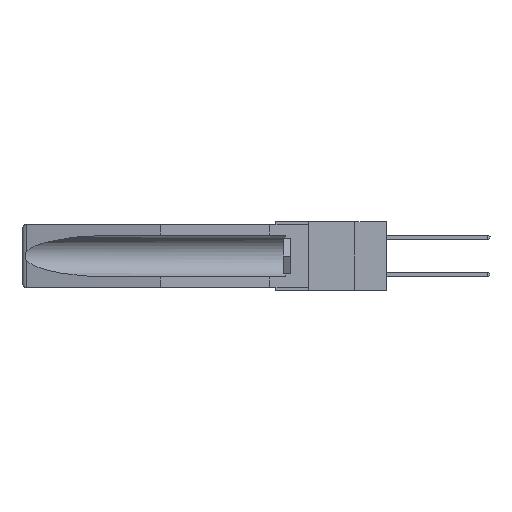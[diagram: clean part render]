
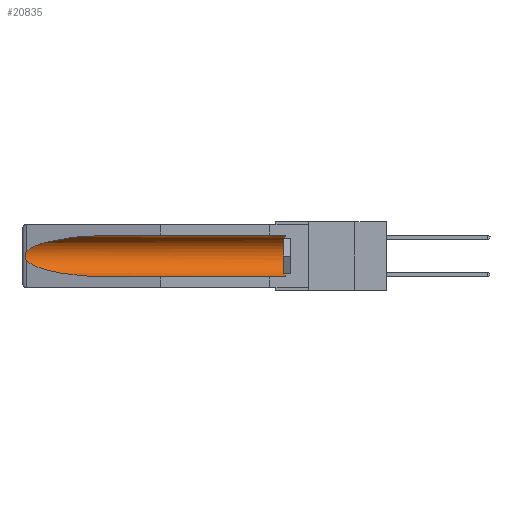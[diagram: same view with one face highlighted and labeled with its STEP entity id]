
A CAD part, left-side view. The second image highlights one B-rep face of the part: STEP entity #20835.
In plain terms, the highlighted cylindrical face has radius 2.857 mm (diameter 5.715 mm), a partial arc.
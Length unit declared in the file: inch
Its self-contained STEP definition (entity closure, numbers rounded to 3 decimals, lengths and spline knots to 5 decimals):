
#1007 = CARTESIAN_POINT ( 'NONE',  ( 0.26654, 1.53092, -0.15636 ) ) ;
#1276 = CARTESIAN_POINT ( 'NONE',  ( 0.155, 0.126, -0.1715 ) ) ;
#1885 = CARTESIAN_POINT ( 'NONE',  ( 0.21114, 1.30732, -0.284 ) ) ;
#2104 =( BOUNDED_CURVE ( )  B_SPLINE_CURVE ( 3, ( #3445, #8173, #14093, #12266 ),
 .UNSPECIFIED., .F., .F. ) 
 B_SPLINE_CURVE_WITH_KNOTS ( ( 4, 4 ),
 ( 4.71239, 6.08839 ),
 .UNSPECIFIED. ) 
 CURVE ( )  GEOMETRIC_REPRESENTATION_ITEM ( )  RATIONAL_B_SPLINE_CURVE ( ( 1., 0.848, 0.848, 1. ) ) 
 REPRESENTATION_ITEM ( '' )  );
#2384 =( BOUNDED_CURVE ( )  B_SPLINE_CURVE ( 3, ( #3559, #5268, #1885, #17290 ),
 .UNSPECIFIED., .F., .F. ) 
 B_SPLINE_CURVE_WITH_KNOTS ( ( 4, 4 ),
 ( 0.1948, 1.5708 ),
 .UNSPECIFIED. ) 
 CURVE ( )  GEOMETRIC_REPRESENTATION_ITEM ( )  RATIONAL_B_SPLINE_CURVE ( ( 1., 0.848, 0.848, 1. ) ) 
 REPRESENTATION_ITEM ( '' )  );
#3262 = VERTEX_POINT ( 'NONE', #9905 ) ;
#3445 = CARTESIAN_POINT ( 'NONE',  ( 0.155, 1.07973, -0.059 ) ) ;
#3559 = CARTESIAN_POINT ( 'NONE',  ( 0.26537, 1.52718, -0.19328 ) ) ;
#4443 = EDGE_LOOP ( 'NONE', ( #14730, #13562, #10623, #14446, #21975, #5228 ) ) ;
#4553 = CARTESIAN_POINT ( 'NONE',  ( 0.26655, 1.53094, -0.18657 ) ) ;
#5228 = ORIENTED_EDGE ( 'NONE', *, *, #18278, .T. ) ;
#5268 = CARTESIAN_POINT ( 'NONE',  ( 0.25451, 1.48313, -0.24835 ) ) ;
#6135 = CARTESIAN_POINT ( 'NONE',  ( 0.2675, 1.53308, -0.17534 ) ) ;
#6165 = EDGE_CURVE ( 'NONE', #9124, #19509, #2384, .T. ) ;
#6207 = CARTESIAN_POINT ( 'NONE',  ( 0.155, 1.07973, -0.059 ) ) ;
#6917 = VERTEX_POINT ( 'NONE', #6207 ) ;
#6979 = CARTESIAN_POINT ( 'NONE',  ( 0.155, -0.30754, -0.1715 ) ) ;
#7352 = CIRCLE ( 'NONE', #18703, 0.1125 ) ;
#7871 = CARTESIAN_POINT ( 'NONE',  ( 0.2673, 1.53269, -0.17917 ) ) ;
#8173 = CARTESIAN_POINT ( 'NONE',  ( 0.21114, 1.30732, -0.059 ) ) ;
#8559 = CYLINDRICAL_SURFACE ( 'NONE', #12814, 0.1125 ) ;
#8917 = VECTOR ( 'NONE', #10403, 39.37008 ) ;
#9124 = VERTEX_POINT ( 'NONE', #9321 ) ;
#9321 = CARTESIAN_POINT ( 'NONE',  ( 0.26537, 1.52718, -0.19328 ) ) ;
#9662 = CARTESIAN_POINT ( 'NONE',  ( 0.26597, 1.5296, -0.19026 ) ) ;
#9676 = EDGE_CURVE ( 'NONE', #20772, #9124, #19060, .T. ) ;
#9857 = VECTOR ( 'NONE', #18153, 39.37008 ) ;
#9905 = CARTESIAN_POINT ( 'NONE',  ( 0.155, 0.126, -0.059 ) ) ;
#10361 = EDGE_CURVE ( 'NONE', #20341, #19509, #13886, .T. ) ;
#10403 = DIRECTION ( 'NONE',  ( 0., 1., 0. ) ) ;
#10583 = DIRECTION ( 'NONE',  ( 0., 1., 0. ) ) ;
#10623 = ORIENTED_EDGE ( 'NONE', *, *, #6165, .T. ) ;
#11227 = CARTESIAN_POINT ( 'NONE',  ( 0.26537, 1.52718, -0.19328 ) ) ;
#11846 = DIRECTION ( 'NONE',  ( 0., 0., 1. ) ) ;
#12266 = CARTESIAN_POINT ( 'NONE',  ( 0.26537, 1.52718, -0.14972 ) ) ;
#12289 = FACE_OUTER_BOUND ( 'NONE', #4443, .T. ) ;
#12814 = AXIS2_PLACEMENT_3D ( 'NONE', #6979, #10583, #20703 ) ;
#13558 = EDGE_CURVE ( 'NONE', #6917, #20772, #2104, .T. ) ;
#13562 = ORIENTED_EDGE ( 'NONE', *, *, #9676, .T. ) ;
#13668 = CARTESIAN_POINT ( 'NONE',  ( 0.26537, 1.52718, -0.14972 ) ) ;
#13886 = LINE ( 'NONE', #19799, #9857 ) ;
#14093 = CARTESIAN_POINT ( 'NONE',  ( 0.25451, 1.48313, -0.09465 ) ) ;
#14446 = ORIENTED_EDGE ( 'NONE', *, *, #10361, .F. ) ;
#14730 = ORIENTED_EDGE ( 'NONE', *, *, #13558, .T. ) ;
#16190 = EDGE_CURVE ( 'NONE', #20341, #3262, #7352, .T. ) ;
#16445 = CARTESIAN_POINT ( 'NONE',  ( 0.26537, 1.52718, -0.14972 ) ) ;
#16737 = CARTESIAN_POINT ( 'NONE',  ( 0.26597, 1.52961, -0.15275 ) ) ;
#17290 = CARTESIAN_POINT ( 'NONE',  ( 0.155, 1.07973, -0.284 ) ) ;
#17560 = CARTESIAN_POINT ( 'NONE',  ( 0.155, -0.30754, -0.059 ) ) ;
#18153 = DIRECTION ( 'NONE',  ( 0., 1., 0. ) ) ;
#18278 = EDGE_CURVE ( 'NONE', #3262, #6917, #19656, .T. ) ;
#18703 = AXIS2_PLACEMENT_3D ( 'NONE', #1276, #20479, #11846 ) ;
#19060 = B_SPLINE_CURVE_WITH_KNOTS ( 'NONE', 3,
 ( #16445, #16737, #1007, #21754, #21539, #6135, #7871, #4553, #9662, #11227 ),
 .UNSPECIFIED., .F., .F.,
 ( 4, 2, 2, 2, 4 ),
 ( 0., 0.00029, 0.00058, 0.00087, 0.00117 ),
 .UNSPECIFIED. ) ;
#19509 = VERTEX_POINT ( 'NONE', #21051 ) ;
#19656 = LINE ( 'NONE', #17560, #8917 ) ;
#19660 = CARTESIAN_POINT ( 'NONE',  ( 0.155, 0.126, -0.284 ) ) ;
#19799 = CARTESIAN_POINT ( 'NONE',  ( 0.155, -0.30754, -0.284 ) ) ;
#20341 = VERTEX_POINT ( 'NONE', #19660 ) ;
#20479 = DIRECTION ( 'NONE',  ( 0., -1., 0. ) ) ;
#20703 = DIRECTION ( 'NONE',  ( 0., 0., 1. ) ) ;
#20772 = VERTEX_POINT ( 'NONE', #13668 ) ;
#20835 = ADVANCED_FACE ( 'NONE', ( #12289 ), #8559, .F. ) ;
#21051 = CARTESIAN_POINT ( 'NONE',  ( 0.155, 1.07973, -0.284 ) ) ;
#21539 = CARTESIAN_POINT ( 'NONE',  ( 0.2675, 1.53308, -0.16763 ) ) ;
#21754 = CARTESIAN_POINT ( 'NONE',  ( 0.2673, 1.5327, -0.16383 ) ) ;
#21975 = ORIENTED_EDGE ( 'NONE', *, *, #16190, .T. ) ;
